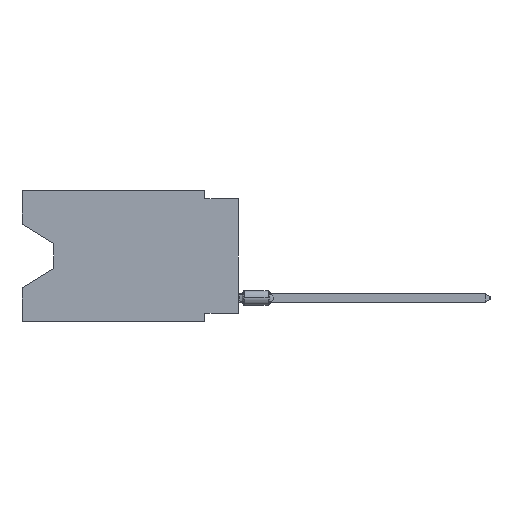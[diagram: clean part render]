
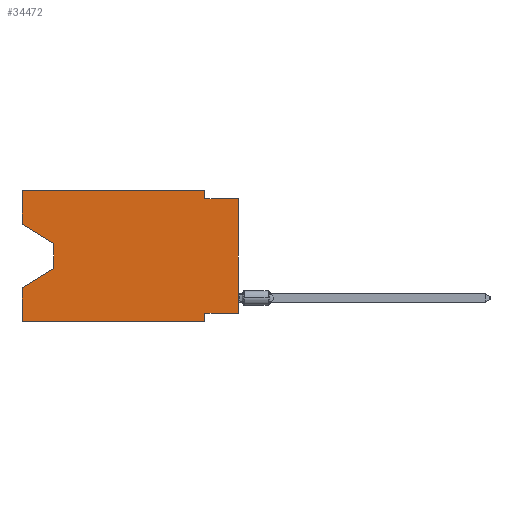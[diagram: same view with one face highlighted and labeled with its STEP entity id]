
A CAD part, left-side view. The second image highlights one B-rep face of the part: STEP entity #34472.
In plain terms, the highlighted planar face has unit normal (-1, 0, 0).
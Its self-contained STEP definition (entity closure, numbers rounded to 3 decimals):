
#365 = VECTOR ( 'NONE', #41846, 1000. ) ;
#741 = DIRECTION ( 'NONE',  ( 0., 0., -1. ) ) ;
#2240 = EDGE_LOOP ( 'NONE', ( #18227, #56020, #63023, #7793, #3389, #22098, #40549, #13024, #31664, #49462, #28903, #18278 ) ) ;
#2958 = DIRECTION ( 'NONE',  ( 0., 1., 0. ) ) ;
#3091 = DIRECTION ( 'NONE',  ( 0., -1., 0. ) ) ;
#3389 = ORIENTED_EDGE ( 'NONE', *, *, #18528, .T. ) ;
#4242 = EDGE_CURVE ( 'NONE', #66615, #50414, #47630, .T. ) ;
#4575 = EDGE_CURVE ( 'NONE', #25367, #50977, #55764, .T. ) ;
#5208 = LINE ( 'NONE', #46931, #21609 ) ;
#5331 = CARTESIAN_POINT ( 'NONE',  ( 0., 2.54, -0.635 ) ) ;
#6413 = CARTESIAN_POINT ( 'NONE',  ( 0., 0., -9.271 ) ) ;
#6653 = LINE ( 'NONE', #17246, #39075 ) ;
#7637 = CARTESIAN_POINT ( 'NONE',  ( 0., 13.97, -5.893 ) ) ;
#7707 = CARTESIAN_POINT ( 'NONE',  ( 0., 2.54, -9.271 ) ) ;
#7724 = EDGE_CURVE ( 'NONE', #36476, #27253, #28830, .T. ) ;
#7793 = ORIENTED_EDGE ( 'NONE', *, *, #12074, .F. ) ;
#8015 = VERTEX_POINT ( 'NONE', #27086 ) ;
#8512 = LINE ( 'NONE', #65582, #31772 ) ;
#8649 = DIRECTION ( 'NONE',  ( 0., 0.855, -0.519 ) ) ;
#9769 = CARTESIAN_POINT ( 'NONE',  ( 0., 16.383, -2.546 ) ) ;
#10638 = FACE_OUTER_BOUND ( 'NONE', #2240, .T. ) ;
#11185 = VECTOR ( 'NONE', #37677, 1000. ) ;
#11321 = VECTOR ( 'NONE', #2958, 1000. ) ;
#11549 = VERTEX_POINT ( 'NONE', #41588 ) ;
#11693 = CARTESIAN_POINT ( 'NONE',  ( 0., 16.383, 0. ) ) ;
#12074 = EDGE_CURVE ( 'NONE', #39021, #27253, #8512, .T. ) ;
#12563 = VECTOR ( 'NONE', #8649, 1000. ) ;
#13024 = ORIENTED_EDGE ( 'NONE', *, *, #65056, .T. ) ;
#13343 = EDGE_CURVE ( 'NONE', #11549, #36476, #6653, .T. ) ;
#14699 = LINE ( 'NONE', #46180, #45179 ) ;
#17126 = LINE ( 'NONE', #32548, #11185 ) ;
#17246 = CARTESIAN_POINT ( 'NONE',  ( 0., 13.97, -4.013 ) ) ;
#18227 = ORIENTED_EDGE ( 'NONE', *, *, #56471, .T. ) ;
#18278 = ORIENTED_EDGE ( 'NONE', *, *, #29830, .F. ) ;
#18427 = CARTESIAN_POINT ( 'NONE',  ( 0., 16.383, -9.906 ) ) ;
#18528 = EDGE_CURVE ( 'NONE', #39021, #50977, #14699, .T. ) ;
#18756 = DIRECTION ( 'NONE',  ( 0., 0., 1. ) ) ;
#19174 = DIRECTION ( 'NONE',  ( 0., 0., -1. ) ) ;
#19449 = DIRECTION ( 'NONE',  ( 0., -1., 0. ) ) ;
#21230 = DIRECTION ( 'NONE',  ( 0., 0., -1. ) ) ;
#21609 = VECTOR ( 'NONE', #741, 1000. ) ;
#22098 = ORIENTED_EDGE ( 'NONE', *, *, #4575, .F. ) ;
#22325 = CARTESIAN_POINT ( 'NONE',  ( 0., 13.97, -5.893 ) ) ;
#24428 = VECTOR ( 'NONE', #19174, 1000. ) ;
#25367 = VERTEX_POINT ( 'NONE', #7707 ) ;
#26050 = EDGE_CURVE ( 'NONE', #50414, #57669, #5208, .T. ) ;
#27086 = CARTESIAN_POINT ( 'NONE',  ( 0., 0., -0.635 ) ) ;
#27253 = VERTEX_POINT ( 'NONE', #47599 ) ;
#28830 = LINE ( 'NONE', #7637, #12563 ) ;
#28903 = ORIENTED_EDGE ( 'NONE', *, *, #4242, .F. ) ;
#28988 = VERTEX_POINT ( 'NONE', #50278 ) ;
#29154 = VECTOR ( 'NONE', #56651, 1000. ) ;
#29830 = EDGE_CURVE ( 'NONE', #28988, #66615, #17126, .T. ) ;
#31501 = CARTESIAN_POINT ( 'NONE',  ( 0., 16.383, 0. ) ) ;
#31664 = ORIENTED_EDGE ( 'NONE', *, *, #34715, .F. ) ;
#31772 = VECTOR ( 'NONE', #18756, 1000. ) ;
#32548 = CARTESIAN_POINT ( 'NONE',  ( 0., 16.383, 0. ) ) ;
#34472 = ADVANCED_FACE ( 'NONE', ( #10638 ), #67368, .F. ) ;
#34715 = EDGE_CURVE ( 'NONE', #57669, #8015, #54690, .T. ) ;
#36476 = VERTEX_POINT ( 'NONE', #22325 ) ;
#37677 = DIRECTION ( 'NONE',  ( 0., 0., 1. ) ) ;
#38140 = DIRECTION ( 'NONE',  ( 0., 0., -1. ) ) ;
#39021 = VERTEX_POINT ( 'NONE', #18427 ) ;
#39075 = VECTOR ( 'NONE', #38140, 1000. ) ;
#40067 = CARTESIAN_POINT ( 'NONE',  ( 0., 2.54, -9.906 ) ) ;
#40549 = ORIENTED_EDGE ( 'NONE', *, *, #57531, .F. ) ;
#41588 = CARTESIAN_POINT ( 'NONE',  ( 0., 13.97, -4.013 ) ) ;
#41846 = DIRECTION ( 'NONE',  ( 0., -1., 0. ) ) ;
#42653 = VERTEX_POINT ( 'NONE', #6413 ) ;
#45130 = CARTESIAN_POINT ( 'NONE',  ( 0., 0., -0.635 ) ) ;
#45179 = VECTOR ( 'NONE', #3091, 1000. ) ;
#45360 = VECTOR ( 'NONE', #19449, 1000. ) ;
#46021 = LINE ( 'NONE', #9769, #59266 ) ;
#46180 = CARTESIAN_POINT ( 'NONE',  ( 0., 16.383, -9.906 ) ) ;
#46931 = CARTESIAN_POINT ( 'NONE',  ( 0., 2.54, 0. ) ) ;
#47044 = DIRECTION ( 'NONE',  ( 0., -0.855, -0.519 ) ) ;
#47599 = CARTESIAN_POINT ( 'NONE',  ( 0., 16.383, -7.36 ) ) ;
#47630 = LINE ( 'NONE', #11693, #365 ) ;
#49462 = ORIENTED_EDGE ( 'NONE', *, *, #26050, .F. ) ;
#50168 = CARTESIAN_POINT ( 'NONE',  ( 0., 0., -9.271 ) ) ;
#50278 = CARTESIAN_POINT ( 'NONE',  ( 0., 16.383, -2.546 ) ) ;
#50414 = VERTEX_POINT ( 'NONE', #63072 ) ;
#50977 = VERTEX_POINT ( 'NONE', #64331 ) ;
#51691 = DIRECTION ( 'NONE',  ( 1., 0., 0. ) ) ;
#54690 = LINE ( 'NONE', #45130, #45360 ) ;
#54934 = LINE ( 'NONE', #50168, #11321 ) ;
#55764 = LINE ( 'NONE', #40067, #24428 ) ;
#55908 = CARTESIAN_POINT ( 'NONE',  ( 0., 16.383, 0. ) ) ;
#56020 = ORIENTED_EDGE ( 'NONE', *, *, #13343, .T. ) ;
#56471 = EDGE_CURVE ( 'NONE', #28988, #11549, #46021, .T. ) ;
#56651 = DIRECTION ( 'NONE',  ( 0., 0., 1. ) ) ;
#57531 = EDGE_CURVE ( 'NONE', #42653, #25367, #54934, .T. ) ;
#57669 = VERTEX_POINT ( 'NONE', #5331 ) ;
#59266 = VECTOR ( 'NONE', #47044, 1000. ) ;
#60537 = AXIS2_PLACEMENT_3D ( 'NONE', #31501, #51691, #21230 ) ;
#63023 = ORIENTED_EDGE ( 'NONE', *, *, #7724, .T. ) ;
#63072 = CARTESIAN_POINT ( 'NONE',  ( 0., 2.54, 0. ) ) ;
#64331 = CARTESIAN_POINT ( 'NONE',  ( 0., 2.54, -9.906 ) ) ;
#65056 = EDGE_CURVE ( 'NONE', #42653, #8015, #66874, .T. ) ;
#65582 = CARTESIAN_POINT ( 'NONE',  ( 0., 16.383, 0. ) ) ;
#66549 = CARTESIAN_POINT ( 'NONE',  ( 0., 0., 0. ) ) ;
#66615 = VERTEX_POINT ( 'NONE', #55908 ) ;
#66874 = LINE ( 'NONE', #66549, #29154 ) ;
#67368 = PLANE ( 'NONE',  #60537 ) ;
